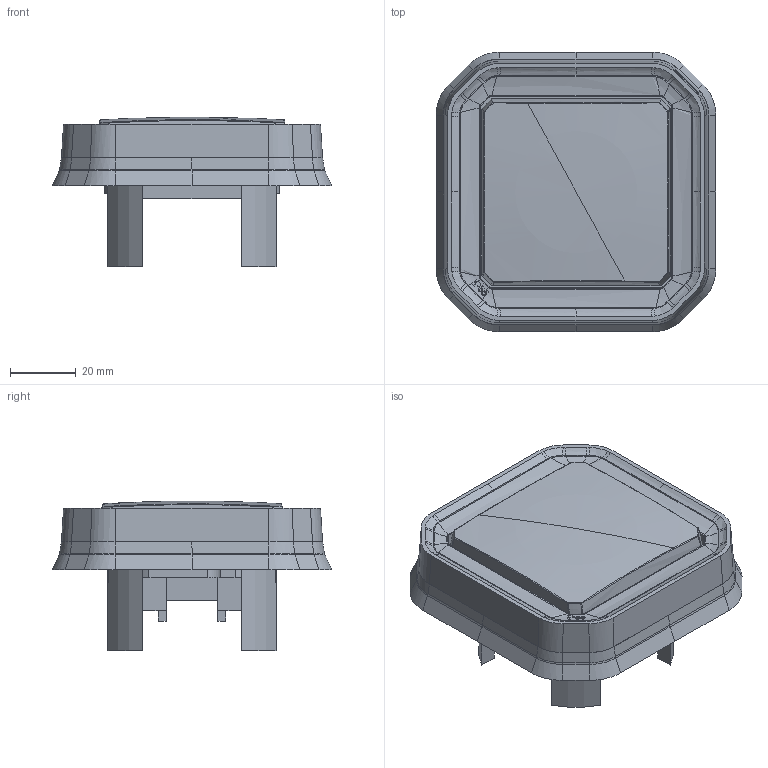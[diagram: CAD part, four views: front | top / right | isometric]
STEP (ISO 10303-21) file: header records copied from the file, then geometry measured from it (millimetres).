
FILE_DESCRIPTION(('CATIA V5 STEP Exchange','CAx-IF Rec.Pracs.--- Model Styling and Organization---1.5--- 2016-08-15','CAx-IF Rec.Pracs.---Supplemental Geometry---1.0---2011-11-01','CAx-IF Rec.Pracs.--- Composite Materials ---1.1---2010-07-15'),'2;1');
FILE_NAME('Volume Inter Encastre.stp','2021-12-22T12:39:54+00:00',('none'),('none'),'CATIA Version 5-6 Release 2020 SP3','CATIA V5 STEP AP214 v2','none');
FILE_SCHEMA(('AUTOMOTIVE_DESIGN { 1 0 10303 214 1 1 1 1 }'));
Length unit declared in the file: millimetre
Products named in the file (1): Volume Inter Encastre
Bounding box: 85.11 x 85.11 x 45.65 mm (x, y, z)
Volume: 119971.8 mm3; surface area: 51103.2 mm2
Topology: 4 solids, 4 shells, 452 faces, 1247 edges, 814 vertices
Faces by surface type: plane 156, bspline 154, extrusion 81, cylinder 43, torus 12, cone 4, sphere 2
Entity records: 21223 total; most frequent: CARTESIAN_POINT 11551, ORIENTED_EDGE 2490, EDGE_CURVE 1245, DIRECTION 1070, VERTEX_POINT 814, B_SPLINE_CURVE_WITH_KNOTS 683, VECTOR 626, LINE 545
